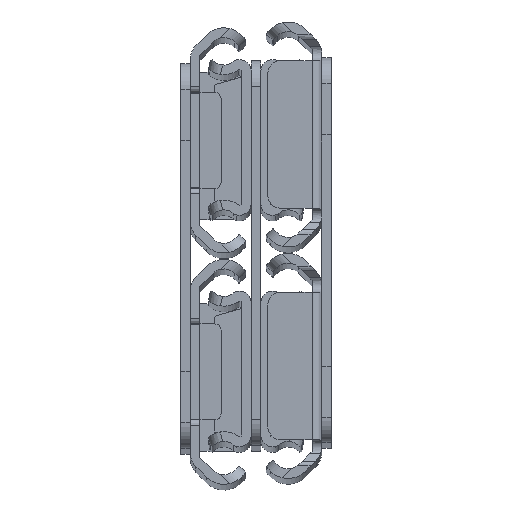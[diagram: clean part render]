
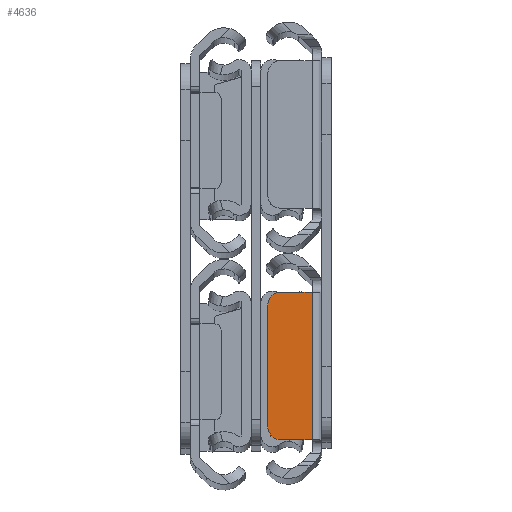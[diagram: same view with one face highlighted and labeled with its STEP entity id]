
A CAD part, top view. The second image highlights one B-rep face of the part: STEP entity #4636.
In plain terms, the highlighted face is planar.
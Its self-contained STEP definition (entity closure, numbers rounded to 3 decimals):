
#4 = DIRECTION ( 'NONE',  ( 0., 0., -1. ) ) ;
#159 = CIRCLE ( 'NONE', #6839, 2. ) ;
#241 = ORIENTED_EDGE ( 'NONE', *, *, #4211, .T. ) ;
#258 = VERTEX_POINT ( 'NONE', #4176 ) ;
#283 = VERTEX_POINT ( 'NONE', #6695 ) ;
#841 = VECTOR ( 'NONE', #8063, 1000. ) ;
#1078 = VERTEX_POINT ( 'NONE', #8197 ) ;
#1115 = CIRCLE ( 'NONE', #4993, 2. ) ;
#1254 = CARTESIAN_POINT ( 'NONE',  ( 1.5, 11.5, -508. ) ) ;
#1465 = EDGE_LOOP ( 'NONE', ( #5544, #241, #7610, #3099, #6624, #5451 ) ) ;
#1516 = CARTESIAN_POINT ( 'NONE',  ( 0., 11.5, -508. ) ) ;
#1899 = VECTOR ( 'NONE', #6011, 1000. ) ;
#2081 = VERTEX_POINT ( 'NONE', #5911 ) ;
#2084 = VERTEX_POINT ( 'NONE', #2103 ) ;
#2094 = DIRECTION ( 'NONE',  ( 0., 1., 0. ) ) ;
#2103 = CARTESIAN_POINT ( 'NONE',  ( 4.9, 11.5, -508. ) ) ;
#2386 = DIRECTION ( 'NONE',  ( 1., 0., 0. ) ) ;
#2552 = VERTEX_POINT ( 'NONE', #4882 ) ;
#2556 = DIRECTION ( 'NONE',  ( 1., 0., 0. ) ) ;
#2862 = CARTESIAN_POINT ( 'NONE',  ( 1.5, -11.5, -508. ) ) ;
#3099 = ORIENTED_EDGE ( 'NONE', *, *, #6628, .T. ) ;
#3443 = LINE ( 'NONE', #7280, #1899 ) ;
#3482 = PLANE ( 'NONE',  #7875 ) ;
#3695 = EDGE_CURVE ( 'NONE', #1078, #258, #1115, .T. ) ;
#4176 = CARTESIAN_POINT ( 'NONE',  ( 4.9, -11.5, -508. ) ) ;
#4211 = EDGE_CURVE ( 'NONE', #2552, #283, #4599, .T. ) ;
#4232 = LINE ( 'NONE', #2862, #841 ) ;
#4560 = DIRECTION ( 'NONE',  ( 1., 0., 0. ) ) ;
#4599 = LINE ( 'NONE', #1516, #7055 ) ;
#4636 = ADVANCED_FACE ( 'NONE', ( #7394 ), #3482, .F. ) ;
#4710 = CARTESIAN_POINT ( 'NONE',  ( 1.5, 12.665, -508. ) ) ;
#4882 = CARTESIAN_POINT ( 'NONE',  ( 0., -11.5, -508. ) ) ;
#4993 = AXIS2_PLACEMENT_3D ( 'NONE', #5738, #4, #2556 ) ;
#5360 = EDGE_CURVE ( 'NONE', #283, #2084, #6994, .T. ) ;
#5451 = ORIENTED_EDGE ( 'NONE', *, *, #3695, .T. ) ;
#5544 = ORIENTED_EDGE ( 'NONE', *, *, #8120, .T. ) ;
#5738 = CARTESIAN_POINT ( 'NONE',  ( 4.9, -9.5, -508. ) ) ;
#5911 = CARTESIAN_POINT ( 'NONE',  ( 6.9, 9.5, -508. ) ) ;
#5951 = DIRECTION ( 'NONE',  ( 0., 0., -1. ) ) ;
#6011 = DIRECTION ( 'NONE',  ( 0., 1., 0. ) ) ;
#6051 = DIRECTION ( 'NONE',  ( 1., 0., 0. ) ) ;
#6624 = ORIENTED_EDGE ( 'NONE', *, *, #8175, .F. ) ;
#6628 = EDGE_CURVE ( 'NONE', #2084, #2081, #159, .T. ) ;
#6695 = CARTESIAN_POINT ( 'NONE',  ( 0., 11.5, -508. ) ) ;
#6839 = AXIS2_PLACEMENT_3D ( 'NONE', #7746, #5951, #4560 ) ;
#6994 = LINE ( 'NONE', #1254, #8042 ) ;
#7055 = VECTOR ( 'NONE', #2094, 1000. ) ;
#7280 = CARTESIAN_POINT ( 'NONE',  ( 6.9, -11.5, -508. ) ) ;
#7356 = DIRECTION ( 'NONE',  ( 0., 0., 1. ) ) ;
#7394 = FACE_OUTER_BOUND ( 'NONE', #1465, .T. ) ;
#7610 = ORIENTED_EDGE ( 'NONE', *, *, #5360, .T. ) ;
#7746 = CARTESIAN_POINT ( 'NONE',  ( 4.9, 9.5, -508. ) ) ;
#7875 = AXIS2_PLACEMENT_3D ( 'NONE', #4710, #7356, #6051 ) ;
#8042 = VECTOR ( 'NONE', #2386, 1000. ) ;
#8063 = DIRECTION ( 'NONE',  ( -1., 0., 0. ) ) ;
#8120 = EDGE_CURVE ( 'NONE', #258, #2552, #4232, .T. ) ;
#8175 = EDGE_CURVE ( 'NONE', #1078, #2081, #3443, .T. ) ;
#8197 = CARTESIAN_POINT ( 'NONE',  ( 6.9, -9.5, -508. ) ) ;
